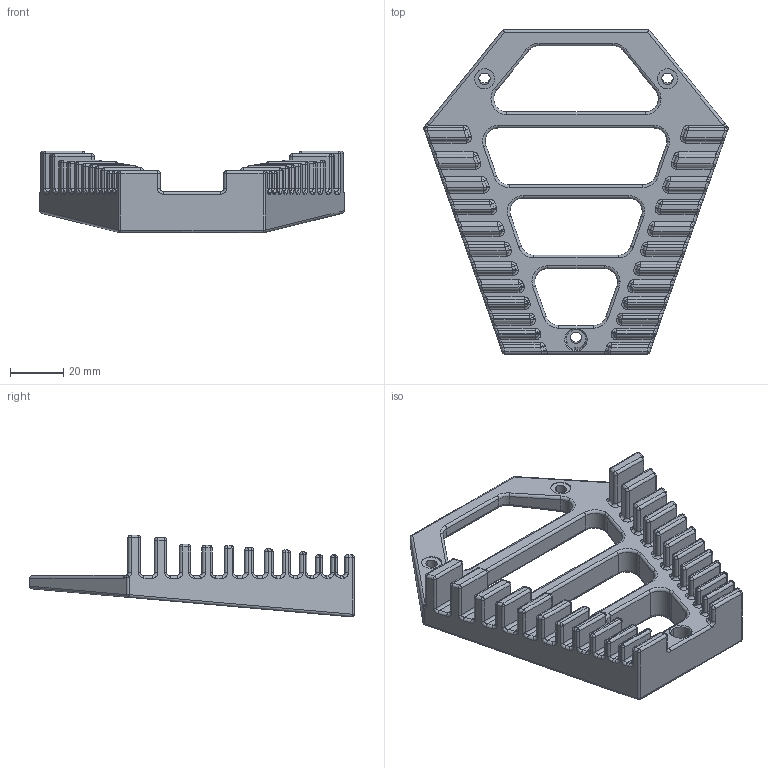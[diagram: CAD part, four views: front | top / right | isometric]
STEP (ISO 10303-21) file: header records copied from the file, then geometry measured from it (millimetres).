
FILE_DESCRIPTION (( 'STEP AP214' ), '1' );
FILE_NAME ('Metric.Wrench.Organizer.Caddy.STEP', '2016-06-14T01:33:56', ( '' ), ( '' ), 'SwSTEP 2.0', 'SolidWorks 2014', '' );
FILE_SCHEMA (( 'AUTOMOTIVE_DESIGN' ));
Length unit declared in the file: millimetre
Products named in the file (1): Metric.Wrench.Organizer.Caddy
Bounding box: 114.74 x 122.3 x 30.81 mm (x, y, z)
Volume: 78157 mm3; surface area: 29958.1 mm2
Topology: 1 solids, 1 shells, 781 faces, 1802 edges, 928 vertices
Faces by surface type: cylinder 384, sphere 131, plane 121, torus 77, bspline 68
Entity records: 23074 total; most frequent: CARTESIAN_POINT 6278, DIRECTION 3802, ORIENTED_EDGE 3408, EDGE_CURVE 1704, AXIS2_PLACEMENT_3D 1536, VERTEX_POINT 928, CIRCLE 822, EDGE_LOOP 798
